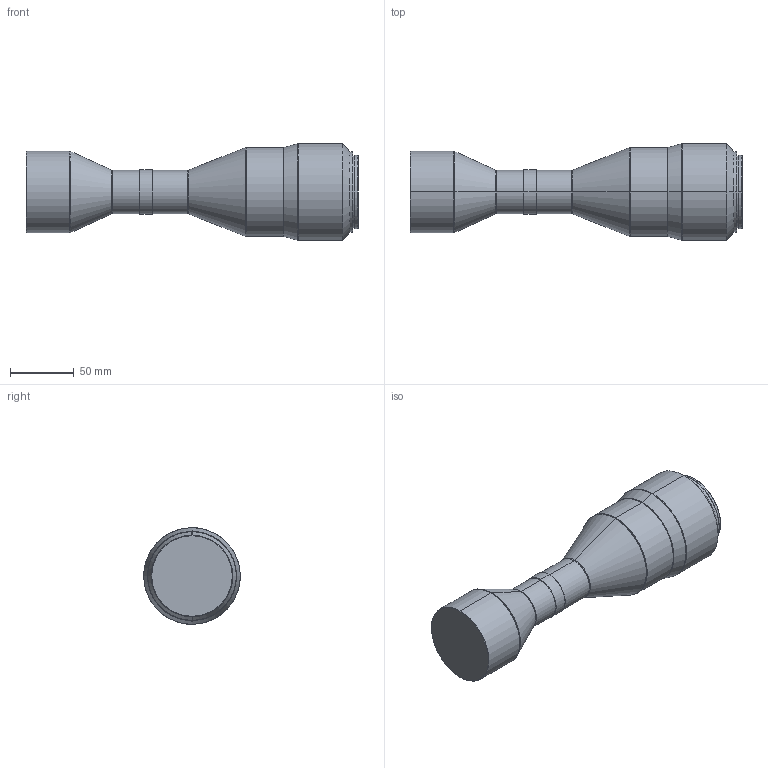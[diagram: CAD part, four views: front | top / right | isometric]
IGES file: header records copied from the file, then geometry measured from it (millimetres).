
Start section: SolidWorks IGES file using analytic representation for surfaces
Global section: file name: DTCM35FH-48-M58-AL.IGS; native system: SolidWorks 2017; preprocessor: SolidWorks 2017; author: Administrator; date: 191118.145027; units: millimetre
Bounding box: 261.3 x 76 x 76 mm (x, y, z)
Surface area: 54221.5 mm2 (no closed solid volume)
Topology: 0 solids, 0 shells, 50 faces, 816 edges, 816 vertices
Faces by surface type: revolution 32, bspline 18
